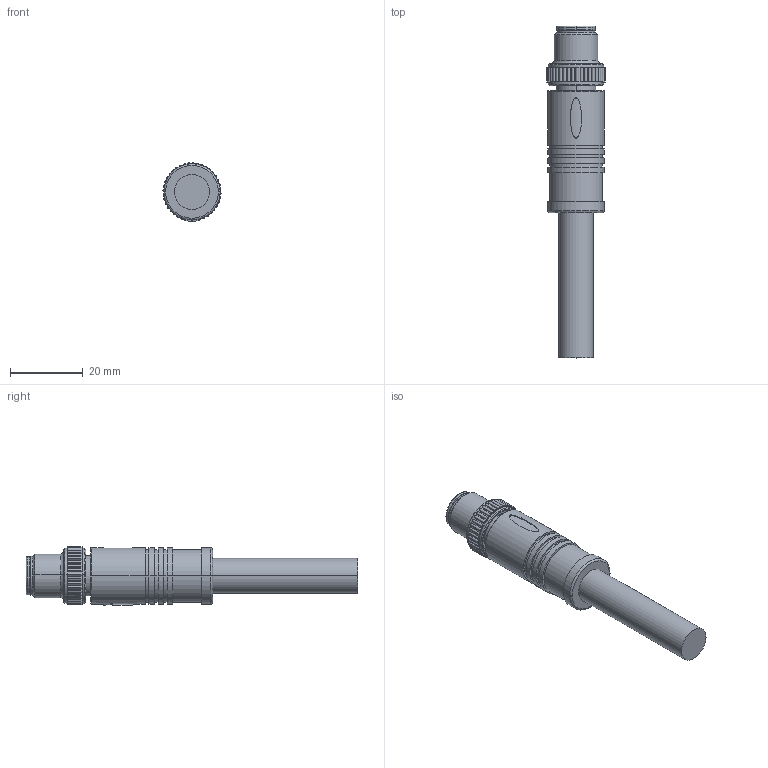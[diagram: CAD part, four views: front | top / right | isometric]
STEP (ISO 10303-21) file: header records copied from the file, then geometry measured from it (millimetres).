
FILE_DESCRIPTION((''),'2;1');
FILE_NAME('242431_SM01_ASM','2024-07-09T09:03:55',('banengservice'),('BANNER ENGINEERING'),'CREO PARAMETRIC BY PTC INC, 2022414','CREO PARAMETRIC BY PTC INC, 2022414','');
FILE_SCHEMA(('CONFIG_CONTROL_DESIGN'));
Length unit declared in the file: millimetre
Products named in the file (2): 242431_EP01; 242431_SM01_ASM
Assembly tree (1 placements, depth 2):
  242431_SM01_ASM
    242431_EP01
Bounding box: 15.98 x 91.3 x 16.04 mm (x, y, z)
Volume: 10829.9 mm3; surface area: 5220.1 mm2
Topology: 1 solids, 1 shells, 328 faces, 839 edges, 579 vertices
Faces by surface type: cylinder 150, plane 140, cone 16, torus 10, bspline 10, extrusion 2
Entity records: 11423 total; most frequent: CARTESIAN_POINT 2868, DIRECTION 1987, ORIENTED_EDGE 1674, AXIS2_PLACEMENT_3D 853, EDGE_CURVE 837, VERTEX_POINT 579, CIRCLE 534, EDGE_LOOP 396
